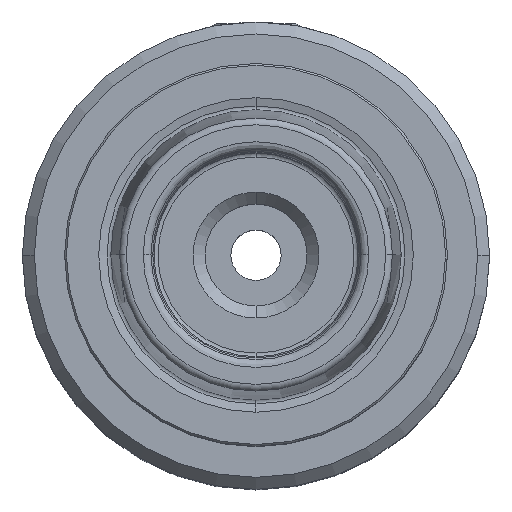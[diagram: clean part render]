
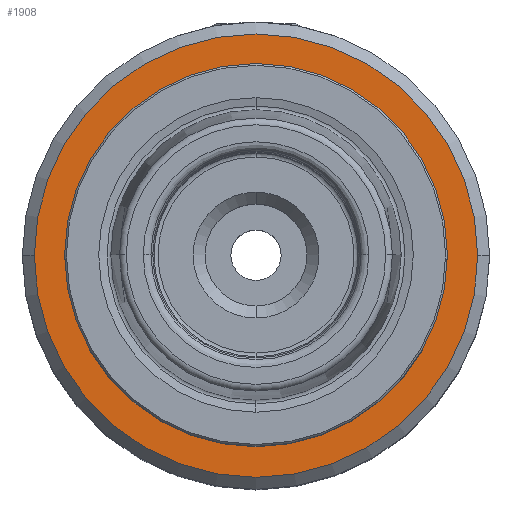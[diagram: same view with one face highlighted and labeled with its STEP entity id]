
A CAD part, top view. The second image highlights one B-rep face of the part: STEP entity #1908.
In plain terms, the highlighted planar face has unit normal (0, 0, 1).
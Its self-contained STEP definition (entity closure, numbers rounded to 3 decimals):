
#976=VERTEX_POINT('NONE',#2457);
#1062=VERTEX_POINT('NONE',#2554);
#1106=EDGE_CURVE('NONE',#1062,#1932,#2603,.T.);
#1272=EDGE_CURVE('NONE',#1306,#976,#2777,.T.);
#1306=VERTEX_POINT('NONE',#2815);
#1326=EDGE_CURVE('NONE',#1932,#1062,#2838,.T.);
#1436=EDGE_CURVE('NONE',#976,#1306,#2953,.T.);
#1908=ADVANCED_FACE('NONE',(#3485,#3486),#3487,.T.);
#1932=VERTEX_POINT('NONE',#3513);
#2457=CARTESIAN_POINT('',(14.0,0.,-35.0));
#2554=CARTESIAN_POINT('',(-18.5,0.,-35.0));
#2603=CIRCLE('',#4429,18.5);
#2777=CIRCLE('',#4695,14.0);
#2815=CARTESIAN_POINT('',(-14.0,0.0,-35.0));
#2838=CIRCLE('',#4776,18.5);
#2953=CIRCLE('',#4961,14.0);
#3485=FACE_OUTER_BOUND('',#5675,.T.);
#3486=FACE_BOUND('',#5676,.T.);
#3487=PLANE('',#5677);
#3513=CARTESIAN_POINT('',(18.5,0.0,-35.0));
#4429=AXIS2_PLACEMENT_3D('',#6603,#6604,#6605);
#4695=AXIS2_PLACEMENT_3D('',#6772,#6773,#6774);
#4776=AXIS2_PLACEMENT_3D('',#6860,#6861,#6862);
#4961=AXIS2_PLACEMENT_3D('',#6951,#6952,#6953);
#5675=EDGE_LOOP('',(#7721,#7722));
#5676=EDGE_LOOP('',(#7723,#7724));
#5677=AXIS2_PLACEMENT_3D('',#7725,#7726,#7727);
#6603=CARTESIAN_POINT('',(0.0,0.0,-35.0));
#6604=DIRECTION('',(0.0,0.0,1.0));
#6605=DIRECTION('',(-1.0,0.0,0.0));
#6772=CARTESIAN_POINT('',(0.0,0.0,-35.0));
#6773=DIRECTION('',(0.0,0.0,1.0));
#6774=DIRECTION('',(-1.0,0.0,0.0));
#6860=CARTESIAN_POINT('',(0.0,0.0,-35.0));
#6861=DIRECTION('',(0.0,0.0,1.0));
#6862=DIRECTION('',(-1.0,0.0,0.0));
#6951=CARTESIAN_POINT('',(0.0,0.0,-35.0));
#6952=DIRECTION('',(0.0,0.0,1.0));
#6953=DIRECTION('',(-1.0,0.0,0.0));
#7721=ORIENTED_EDGE('',*,*,#1326,.T.);
#7722=ORIENTED_EDGE('',*,*,#1106,.T.);
#7723=ORIENTED_EDGE('',*,*,#1272,.F.);
#7724=ORIENTED_EDGE('',*,*,#1436,.F.);
#7725=CARTESIAN_POINT('',(0.0,-14.0,-35.0));
#7726=DIRECTION('',(0.0,0.0,1.0));
#7727=DIRECTION('',(-1.0,-0.0,0.0));
